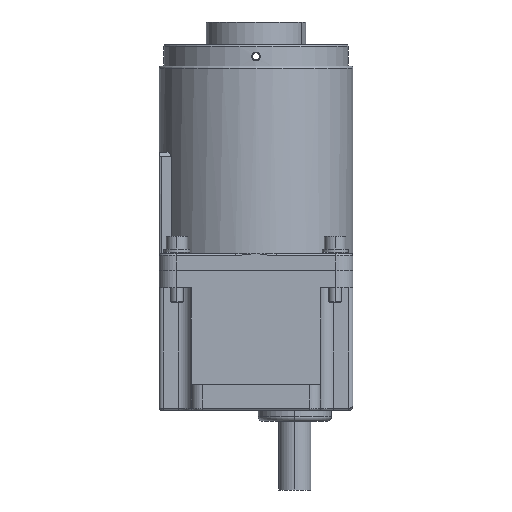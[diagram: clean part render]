
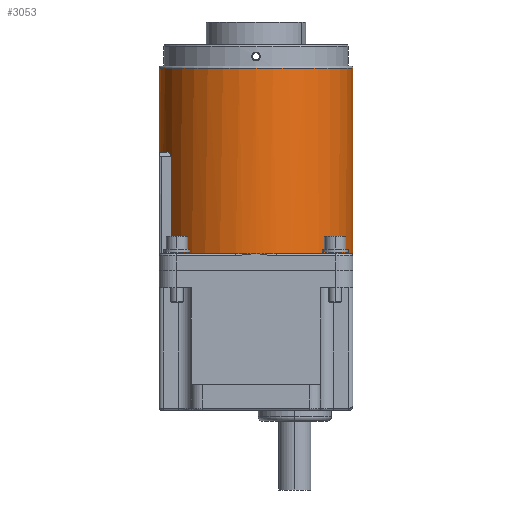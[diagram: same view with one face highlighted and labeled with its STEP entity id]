
A CAD part, left-side view. The second image highlights one B-rep face of the part: STEP entity #3053.
In plain terms, the highlighted cylindrical face has radius 45 mm (diameter 90 mm), a partial arc.
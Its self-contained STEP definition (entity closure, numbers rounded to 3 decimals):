
#27 = ORIENTED_EDGE ( 'NONE', *, *, #8525, .T. ) ;
#52 = CARTESIAN_POINT ( 'NONE',  ( -34.668, 15.661, -44.6 ) ) ;
#107 = CARTESIAN_POINT ( 'NONE',  ( -56.668, 54.916, 0.5 ) ) ;
#368 = VERTEX_POINT ( 'NONE', #7036 ) ;
#427 = FACE_OUTER_BOUND ( 'NONE', #3240, .T. ) ;
#625 = CARTESIAN_POINT ( 'NONE',  ( -44.102, -28.339, -44.6 ) ) ;
#628 = DIRECTION ( 'NONE',  ( 0., 0., 1. ) ) ;
#761 = DIRECTION ( 'NONE',  ( 0., 0., 1. ) ) ;
#767 = DIRECTION ( 'NONE',  ( 1., 0., 0. ) ) ;
#888 = VERTEX_POINT ( 'NONE', #6120 ) ;
#936 = ORIENTED_EDGE ( 'NONE', *, *, #7695, .T. ) ;
#1070 = CIRCLE ( 'NONE', #7777, 45. ) ;
#1209 = CARTESIAN_POINT ( 'NONE',  ( -34.668, 60.661, -43.9 ) ) ;
#1444 = CIRCLE ( 'NONE', #8136, 45. ) ;
#1593 = EDGE_CURVE ( 'NONE', #4559, #888, #11681, .T. ) ;
#1763 = DIRECTION ( 'NONE',  ( 0., 0., -1. ) ) ;
#1934 = DIRECTION ( 'NONE',  ( 1., 0., 0. ) ) ;
#1978 = ORIENTED_EDGE ( 'NONE', *, *, #9616, .T. ) ;
#2035 = VERTEX_POINT ( 'NONE', #11443 ) ;
#2110 = EDGE_CURVE ( 'NONE', #4991, #368, #10684, .T. ) ;
#2291 = CARTESIAN_POINT ( 'NONE',  ( -34.668, 15.661, 2.5 ) ) ;
#2334 = VERTEX_POINT ( 'NONE', #9863 ) ;
#2546 = CARTESIAN_POINT ( 'NONE',  ( -34.668, -29.339, -43.9 ) ) ;
#2917 = CARTESIAN_POINT ( 'NONE',  ( -55.344, 55.637, 1.825 ) ) ;
#3053 = ADVANCED_FACE ( 'NONE', ( #427 ), #4091, .T. ) ;
#3096 = DIRECTION ( 'NONE',  ( 1., 0., 0. ) ) ;
#3168 = CARTESIAN_POINT ( 'NONE',  ( -34.668, -29.339, 41.5 ) ) ;
#3189 = DIRECTION ( 'NONE',  ( 0., 1., 0. ) ) ;
#3240 = EDGE_LOOP ( 'NONE', ( #4811, #1978, #27, #6533, #5562, #936, #7301, #6352, #5382, #11634, #11580, #5648 ) ) ;
#3431 = LINE ( 'NONE', #7100, #11529 ) ;
#3719 = DIRECTION ( 'NONE',  ( 0., 0., 1. ) ) ;
#3818 = EDGE_CURVE ( 'NONE', #9194, #3918, #3431, .T. ) ;
#3918 = VERTEX_POINT ( 'NONE', #7270 ) ;
#4091 = CYLINDRICAL_SURFACE ( 'NONE', #7961, 45. ) ;
#4290 = DIRECTION ( 'NONE',  ( 1., 0., 0. ) ) ;
#4321 = AXIS2_PLACEMENT_3D ( 'NONE', #6506, #10090, #1934 ) ;
#4428 = DIRECTION ( 'NONE',  ( 1., 0., 0. ) ) ;
#4559 = VERTEX_POINT ( 'NONE', #4931 ) ;
#4811 = ORIENTED_EDGE ( 'NONE', *, *, #2110, .F. ) ;
#4813 = EDGE_CURVE ( 'NONE', #5732, #6754, #10599, .T. ) ;
#4878 = DIRECTION ( 'NONE',  ( 0., 0., -1. ) ) ;
#4931 = CARTESIAN_POINT ( 'NONE',  ( -44.102, 59.661, 2.5 ) ) ;
#4991 = VERTEX_POINT ( 'NONE', #3168 ) ;
#5119 = VERTEX_POINT ( 'NONE', #625 ) ;
#5340 = CARTESIAN_POINT ( 'NONE',  ( -34.668, 15.661, -44.6 ) ) ;
#5382 = ORIENTED_EDGE ( 'NONE', *, *, #4813, .T. ) ;
#5388 = AXIS2_PLACEMENT_3D ( 'NONE', #8951, #761, #4428 ) ;
#5419 = EDGE_CURVE ( 'NONE', #6754, #8807, #7238, .T. ) ;
#5431 = DIRECTION ( 'NONE',  ( 0., -1., 0. ) ) ;
#5503 = AXIS2_PLACEMENT_3D ( 'NONE', #52, #3719, #7367 ) ;
#5562 = ORIENTED_EDGE ( 'NONE', *, *, #1593, .T. ) ;
#5648 = ORIENTED_EDGE ( 'NONE', *, *, #11405, .T. ) ;
#5704 = CARTESIAN_POINT ( 'NONE',  ( -79.668, 15.661, -44.6 ) ) ;
#5732 = VERTEX_POINT ( 'NONE', #7553 ) ;
#5857 = AXIS2_PLACEMENT_3D ( 'NONE', #9927, #1763, #5431 ) ;
#5961 = DIRECTION ( 'NONE',  ( 0., 0., 1. ) ) ;
#6120 = CARTESIAN_POINT ( 'NONE',  ( -54.668, 55.972, 2.5 ) ) ;
#6211 = DIRECTION ( 'NONE',  ( 0., 0., -1. ) ) ;
#6352 = ORIENTED_EDGE ( 'NONE', *, *, #10125, .T. ) ;
#6506 = CARTESIAN_POINT ( 'NONE',  ( -34.668, 15.661, -44.6 ) ) ;
#6533 = ORIENTED_EDGE ( 'NONE', *, *, #10322, .T. ) ;
#6586 = CARTESIAN_POINT ( 'NONE',  ( -56.011, 55.285, 1.158 ) ) ;
#6754 = VERTEX_POINT ( 'NONE', #5704 ) ;
#7036 = CARTESIAN_POINT ( 'NONE',  ( -34.668, -29.339, -44.6 ) ) ;
#7100 = CARTESIAN_POINT ( 'NONE',  ( -56.668, 54.916, -43.9 ) ) ;
#7238 = CIRCLE ( 'NONE', #8752, 45. ) ;
#7270 = CARTESIAN_POINT ( 'NONE',  ( -56.668, 54.916, -44.6 ) ) ;
#7301 = ORIENTED_EDGE ( 'NONE', *, *, #3818, .T. ) ;
#7367 = DIRECTION ( 'NONE',  ( 1., 0., 0. ) ) ;
#7553 = CARTESIAN_POINT ( 'NONE',  ( -78.668, 25.095, -44.6 ) ) ;
#7652 = CARTESIAN_POINT ( 'NONE',  ( -34.668, 15.661, -44.6 ) ) ;
#7695 = EDGE_CURVE ( 'NONE', #888, #9194, #10911, .T. ) ;
#7735 = CARTESIAN_POINT ( 'NONE',  ( -34.668, 15.661, -43.9 ) ) ;
#7777 = AXIS2_PLACEMENT_3D ( 'NONE', #2291, #5961, #9564 ) ;
#7961 = AXIS2_PLACEMENT_3D ( 'NONE', #7735, #11301, #3189 ) ;
#8136 = AXIS2_PLACEMENT_3D ( 'NONE', #5340, #8958, #767 ) ;
#8525 = EDGE_CURVE ( 'NONE', #2334, #2035, #9389, .T. ) ;
#8682 = EDGE_CURVE ( 'NONE', #8807, #5119, #10490, .T. ) ;
#8752 = AXIS2_PLACEMENT_3D ( 'NONE', #7652, #11225, #3096 ) ;
#8807 = VERTEX_POINT ( 'NONE', #9416 ) ;
#8829 = CARTESIAN_POINT ( 'NONE',  ( -34.668, 15.661, 2.5 ) ) ;
#8951 = CARTESIAN_POINT ( 'NONE',  ( -34.668, 15.661, -44.6 ) ) ;
#8958 = DIRECTION ( 'NONE',  ( 0., 0., 1. ) ) ;
#9194 = VERTEX_POINT ( 'NONE', #107 ) ;
#9389 = LINE ( 'NONE', #1209, #10666 ) ;
#9416 = CARTESIAN_POINT ( 'NONE',  ( -78.668, 6.227, -44.6 ) ) ;
#9455 = CIRCLE ( 'NONE', #4321, 45. ) ;
#9564 = DIRECTION ( 'NONE',  ( 1., 0., 0. ) ) ;
#9616 = EDGE_CURVE ( 'NONE', #4991, #2334, #10938, .T. ) ;
#9863 = CARTESIAN_POINT ( 'NONE',  ( -34.668, 60.661, 41.5 ) ) ;
#9927 = CARTESIAN_POINT ( 'NONE',  ( -34.668, 15.661, 41.5 ) ) ;
#10090 = DIRECTION ( 'NONE',  ( 0., 0., 1. ) ) ;
#10125 = EDGE_CURVE ( 'NONE', #3918, #5732, #9455, .T. ) ;
#10165 = CARTESIAN_POINT ( 'NONE',  ( -56.668, 54.916, 0.5 ) ) ;
#10322 = EDGE_CURVE ( 'NONE', #2035, #4559, #1070, .T. ) ;
#10490 = CIRCLE ( 'NONE', #5388, 45. ) ;
#10599 = CIRCLE ( 'NONE', #5503, 45. ) ;
#10666 = VECTOR ( 'NONE', #4878, 1000. ) ;
#10670 = DIRECTION ( 'NONE',  ( 0., 0., -1. ) ) ;
#10684 = LINE ( 'NONE', #2546, #11665 ) ;
#10751 = AXIS2_PLACEMENT_3D ( 'NONE', #8829, #628, #4290 ) ;
#10911 =( BOUNDED_CURVE ( )  B_SPLINE_CURVE ( 3, ( #11046, #2917, #6586, #10165 ),
 .UNSPECIFIED., .F., .F. ) 
 B_SPLINE_CURVE_WITH_KNOTS ( ( 4, 4 ),
 ( 5.173, 5.223 ),
 .UNSPECIFIED. ) 
 CURVE ( )  GEOMETRIC_REPRESENTATION_ITEM ( )  RATIONAL_B_SPLINE_CURVE ( ( 1., 1., 1., 1. ) ) 
 REPRESENTATION_ITEM ( '' )  );
#10938 = CIRCLE ( 'NONE', #5857, 45. ) ;
#11046 = CARTESIAN_POINT ( 'NONE',  ( -54.668, 55.972, 2.5 ) ) ;
#11225 = DIRECTION ( 'NONE',  ( 0., 0., 1. ) ) ;
#11301 = DIRECTION ( 'NONE',  ( 0., 0., -1. ) ) ;
#11405 = EDGE_CURVE ( 'NONE', #5119, #368, #1444, .T. ) ;
#11443 = CARTESIAN_POINT ( 'NONE',  ( -34.668, 60.661, 2.5 ) ) ;
#11529 = VECTOR ( 'NONE', #10670, 1000. ) ;
#11580 = ORIENTED_EDGE ( 'NONE', *, *, #8682, .T. ) ;
#11634 = ORIENTED_EDGE ( 'NONE', *, *, #5419, .T. ) ;
#11665 = VECTOR ( 'NONE', #6211, 1000. ) ;
#11681 = CIRCLE ( 'NONE', #10751, 45. ) ;
